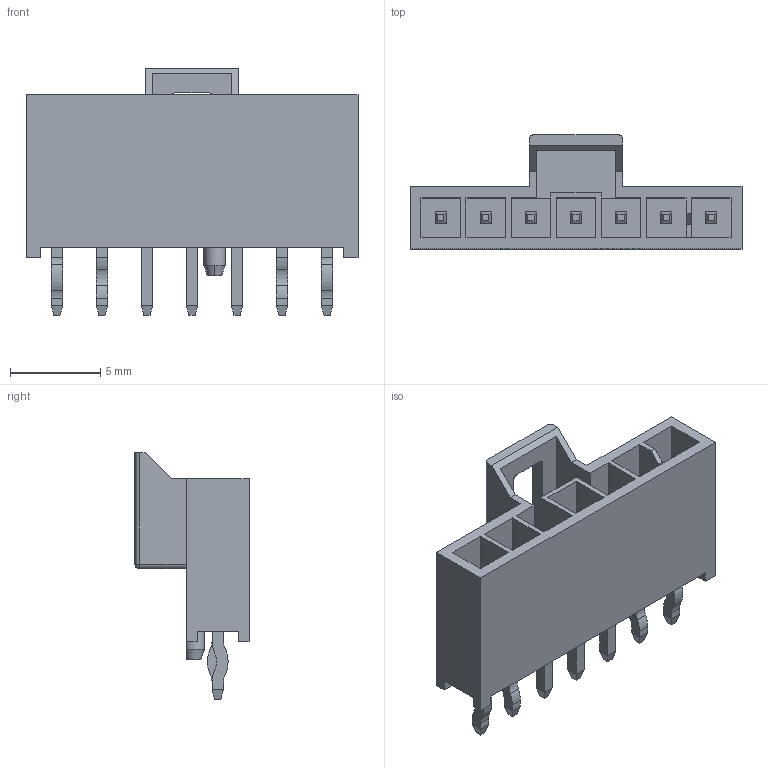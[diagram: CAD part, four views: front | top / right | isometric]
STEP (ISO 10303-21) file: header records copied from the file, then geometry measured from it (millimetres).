
FILE_DESCRIPTION((''),'2;1');
FILE_NAME('1053091107','2020-11-23T',('gga'),(''),'PRO/ENGINEER BY PARAMETRIC TECHNOLOGY CORPORATION, 2016010','PRO/ENGINEER BY PARAMETRIC TECHNOLOGY CORPORATION, 2016010','');
FILE_SCHEMA(('CONFIG_CONTROL_DESIGN'));
Length unit declared in the file: millimetre
Products named in the file (1): 1053091107
Bounding box: 18.44 x 6.34 x 13.71 mm (x, y, z)
Volume: 384 mm3; surface area: 1132.2 mm2
Topology: 1 solids, 1 shells, 242 faces, 623 edges, 399 vertices
Faces by surface type: plane 205, cylinder 33, sphere 2, cone 2
Entity records: 7246 total; most frequent: CARTESIAN_POINT 1268, ORIENTED_EDGE 1214, DIRECTION 1192, EDGE_CURVE 607, VECTOR 536, LINE 536, VERTEX_POINT 383, AXIS2_PLACEMENT_3D 328
